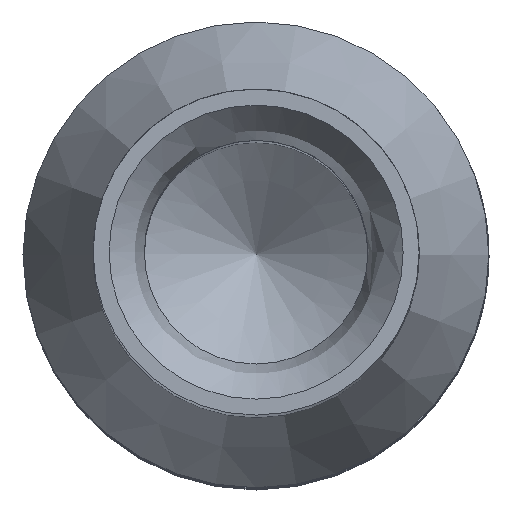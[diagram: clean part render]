
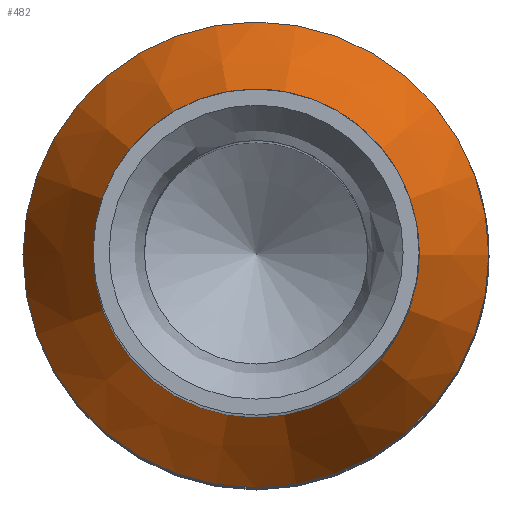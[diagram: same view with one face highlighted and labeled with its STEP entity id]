
A CAD part, top view. The second image highlights one B-rep face of the part: STEP entity #482.
In plain terms, the highlighted conical face has half-angle 24.513 degrees and reference radius 1.75 mm.
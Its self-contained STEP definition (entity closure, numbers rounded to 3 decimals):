
#379=CONICAL_SURFACE('',#3285,1.75,24.513);
#482=ADVANCED_FACE('',(#707,#708),#379,.T.);
#707=FACE_BOUND('',#777,.T.);
#708=FACE_BOUND('',#778,.T.);
#777=EDGE_LOOP('',(#1018,#1019));
#778=EDGE_LOOP('',(#1020));
#1018=ORIENTED_EDGE('',*,*,#1878,.T.);
#1019=ORIENTED_EDGE('',*,*,#1879,.T.);
#1020=ORIENTED_EDGE('',*,*,#1877,.F.);
#1647=VERTEX_POINT('',#4814);
#1648=VERTEX_POINT('',#4826);
#1649=VERTEX_POINT('',#4827);
#1877=EDGE_CURVE('',#1647,#1647,#2217,.T.);
#1878=EDGE_CURVE('',#1648,#1649,#2143,.T.);
#1879=EDGE_CURVE('',#1649,#1648,#2144,.T.);
#2143=B_SPLINE_CURVE_WITH_KNOTS('',3,(#4816,#4817,#4818,#4819,#4820,#4821,
#4822,#4823,#4824,#4825),.UNSPECIFIED.,.F.,.F.,(4,2,2,2,4),(0.,0.25,0.5,
0.75,1.),.UNSPECIFIED.);
#2144=B_SPLINE_CURVE_WITH_KNOTS('',3,(#4828,#4829,#4830,#4831,#4832,#4833,
#4834,#4835,#4836,#4837),.UNSPECIFIED.,.F.,.F.,(4,2,2,2,4),(0.,0.25,0.5,
0.75,1.),.UNSPECIFIED.);
#2217=CIRCLE('',#3283,1.75);
#3283=AXIS2_PLACEMENT_3D('',#4813,#3702,#3703);
#3285=AXIS2_PLACEMENT_3D('',#4838,#3706,#3707);
#3702=DIRECTION('',(0.,0.,-1.));
#3703=DIRECTION('',(-1.,0.,0.));
#3706=DIRECTION('',(0.,0.,-1.));
#3707=DIRECTION('',(-1.,0.,0.));
#4813=CARTESIAN_POINT('',(-0.002,0.,9.5));
#4814=CARTESIAN_POINT('',(-1.752,0.,9.5));
#4816=CARTESIAN_POINT('',(-0.001,-0.9,11.364));
#4817=CARTESIAN_POINT('',(-0.237,-0.9,11.364));
#4818=CARTESIAN_POINT('',(-0.471,-0.803,11.364));
#4819=CARTESIAN_POINT('',(-0.805,-0.47,11.364));
#4820=CARTESIAN_POINT('',(-0.902,-0.236,11.364));
#4821=CARTESIAN_POINT('',(-0.902,0.236,11.364));
#4822=CARTESIAN_POINT('',(-0.805,0.47,11.364));
#4823=CARTESIAN_POINT('',(-0.471,0.803,11.364));
#4824=CARTESIAN_POINT('',(-0.237,0.9,11.364));
#4825=CARTESIAN_POINT('',(-0.001,0.9,11.364));
#4826=CARTESIAN_POINT('',(-0.001,-0.9,11.364));
#4827=CARTESIAN_POINT('',(-0.001,0.9,11.364));
#4828=CARTESIAN_POINT('',(-0.001,0.9,11.364));
#4829=CARTESIAN_POINT('',(0.235,0.9,11.363));
#4830=CARTESIAN_POINT('',(0.469,0.803,11.362));
#4831=CARTESIAN_POINT('',(0.802,0.47,11.361));
#4832=CARTESIAN_POINT('',(0.9,0.236,11.361));
#4833=CARTESIAN_POINT('',(0.9,-0.236,11.361));
#4834=CARTESIAN_POINT('',(0.802,-0.47,11.361));
#4835=CARTESIAN_POINT('',(0.469,-0.803,11.362));
#4836=CARTESIAN_POINT('',(0.235,-0.9,11.363));
#4837=CARTESIAN_POINT('',(-0.001,-0.9,11.364));
#4838=CARTESIAN_POINT('',(-0.002,0.,9.5));
